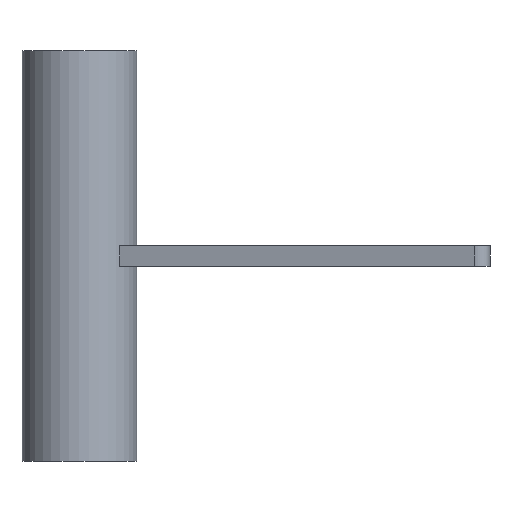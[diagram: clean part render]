
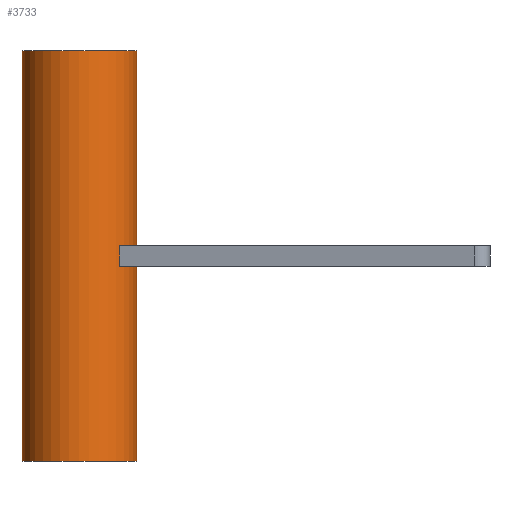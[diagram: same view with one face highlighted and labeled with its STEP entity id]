
A CAD part, front view. The second image highlights one B-rep face of the part: STEP entity #3733.
In plain terms, the highlighted cylindrical face has radius 14 mm (diameter 28 mm), a partial arc.
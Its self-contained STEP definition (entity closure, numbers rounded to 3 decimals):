
#30 = AXIS2_PLACEMENT_3D ( 'NONE', #4127, #3772, #878 ) ;
#32 = CARTESIAN_POINT ( 'NONE',  ( 14., 0., 50. ) ) ;
#218 = EDGE_LOOP ( 'NONE', ( #4005, #2440, #776, #1879 ) ) ;
#620 = VERTEX_POINT ( 'NONE', #2102 ) ;
#776 = ORIENTED_EDGE ( 'NONE', *, *, #1102, .T. ) ;
#878 = DIRECTION ( 'NONE',  ( 1., 0., 0. ) ) ;
#903 = CARTESIAN_POINT ( 'NONE',  ( 0., 0., -50. ) ) ;
#1070 = CARTESIAN_POINT ( 'NONE',  ( -14., 0., -50. ) ) ;
#1102 = EDGE_CURVE ( 'NONE', #2729, #2593, #3740, .T. ) ;
#1520 = DIRECTION ( 'NONE',  ( 0., 0., -1. ) ) ;
#1576 = DIRECTION ( 'NONE',  ( 0., 0., -1. ) ) ;
#1728 = AXIS2_PLACEMENT_3D ( 'NONE', #3922, #3610, #3657 ) ;
#1856 = CARTESIAN_POINT ( 'NONE',  ( -14., 0., 50. ) ) ;
#1879 = ORIENTED_EDGE ( 'NONE', *, *, #2412, .T. ) ;
#2102 = CARTESIAN_POINT ( 'NONE',  ( 14., 0., 50. ) ) ;
#2115 = CARTESIAN_POINT ( 'NONE',  ( 14., 0., -50. ) ) ;
#2117 = EDGE_CURVE ( 'NONE', #620, #2482, #2967, .T. ) ;
#2374 = VECTOR ( 'NONE', #1520, 1000. ) ;
#2412 = EDGE_CURVE ( 'NONE', #2593, #2482, #2604, .T. ) ;
#2440 = ORIENTED_EDGE ( 'NONE', *, *, #3937, .F. ) ;
#2472 = CIRCLE ( 'NONE', #30, 14. ) ;
#2482 = VERTEX_POINT ( 'NONE', #2115 ) ;
#2593 = VERTEX_POINT ( 'NONE', #1070 ) ;
#2604 = CIRCLE ( 'NONE', #3151, 14. ) ;
#2729 = VERTEX_POINT ( 'NONE', #1856 ) ;
#2967 = LINE ( 'NONE', #32, #4030 ) ;
#2995 = CYLINDRICAL_SURFACE ( 'NONE', #1728, 14. ) ;
#3137 = DIRECTION ( 'NONE',  ( 0., 0., 1. ) ) ;
#3151 = AXIS2_PLACEMENT_3D ( 'NONE', #903, #3137, #4109 ) ;
#3356 = FACE_OUTER_BOUND ( 'NONE', #218, .T. ) ;
#3561 = CARTESIAN_POINT ( 'NONE',  ( -14., 0., 50. ) ) ;
#3610 = DIRECTION ( 'NONE',  ( 0., 0., -1. ) ) ;
#3657 = DIRECTION ( 'NONE',  ( -1., 0., 0. ) ) ;
#3733 = ADVANCED_FACE ( 'NONE', ( #3356 ), #2995, .T. ) ;
#3740 = LINE ( 'NONE', #3561, #2374 ) ;
#3772 = DIRECTION ( 'NONE',  ( 0., 0., 1. ) ) ;
#3922 = CARTESIAN_POINT ( 'NONE',  ( 0., 0., 50. ) ) ;
#3937 = EDGE_CURVE ( 'NONE', #2729, #620, #2472, .T. ) ;
#4005 = ORIENTED_EDGE ( 'NONE', *, *, #2117, .F. ) ;
#4030 = VECTOR ( 'NONE', #1576, 1000. ) ;
#4109 = DIRECTION ( 'NONE',  ( 1., 0., 0. ) ) ;
#4127 = CARTESIAN_POINT ( 'NONE',  ( 0., 0., 50. ) ) ;
